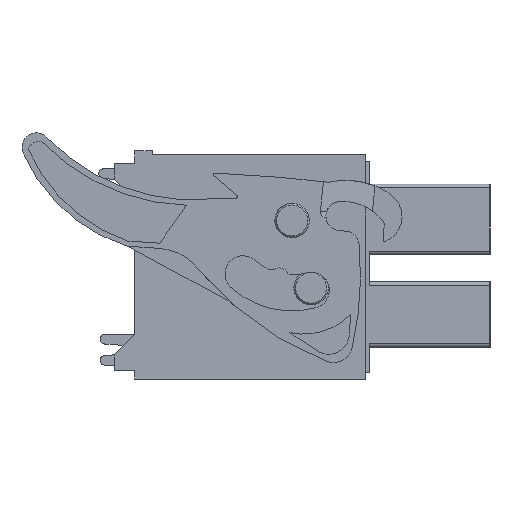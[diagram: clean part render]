
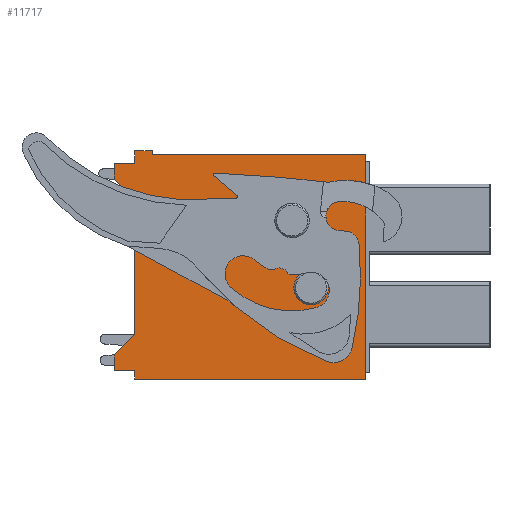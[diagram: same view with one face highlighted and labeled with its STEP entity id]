
A CAD part, left-side view. The second image highlights one B-rep face of the part: STEP entity #11717.
In plain terms, the highlighted planar face has unit normal (-1, 0, 0).
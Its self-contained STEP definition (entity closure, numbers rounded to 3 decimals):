
#308=CIRCLE('',#12341,1.);
#309=CIRCLE('',#12342,1.);
#1162=ORIENTED_EDGE('',*,*,#4063,.T.);
#1163=ORIENTED_EDGE('',*,*,#4064,.T.);
#1164=ORIENTED_EDGE('',*,*,#3753,.F.);
#1165=ORIENTED_EDGE('',*,*,#4065,.T.);
#1166=ORIENTED_EDGE('',*,*,#4066,.F.);
#1167=ORIENTED_EDGE('',*,*,#4067,.T.);
#1168=ORIENTED_EDGE('',*,*,#3768,.F.);
#1169=ORIENTED_EDGE('',*,*,#3817,.T.);
#1170=ORIENTED_EDGE('',*,*,#4054,.T.);
#1171=ORIENTED_EDGE('',*,*,#3698,.F.);
#1172=ORIENTED_EDGE('',*,*,#4068,.T.);
#1173=ORIENTED_EDGE('',*,*,#4069,.T.);
#1174=ORIENTED_EDGE('',*,*,#3780,.F.);
#1175=ORIENTED_EDGE('',*,*,#4070,.F.);
#1176=ORIENTED_EDGE('',*,*,#4071,.T.);
#1177=ORIENTED_EDGE('',*,*,#4072,.T.);
#3698=EDGE_CURVE('',#5250,#5252,#6287,.T.);
#3753=EDGE_CURVE('',#5304,#5305,#6324,.T.);
#3768=EDGE_CURVE('',#5319,#5320,#6339,.T.);
#3780=EDGE_CURVE('',#5331,#5332,#6351,.T.);
#3817=EDGE_CURVE('',#5319,#5364,#6388,.T.);
#4054=EDGE_CURVE('',#5364,#5252,#6600,.T.);
#4063=EDGE_CURVE('',#5515,#5515,#308,.T.);
#4064=EDGE_CURVE('',#5516,#5516,#309,.T.);
#4065=EDGE_CURVE('',#5304,#5517,#6609,.T.);
#4066=EDGE_CURVE('',#5518,#5517,#6610,.T.);
#4067=EDGE_CURVE('',#5518,#5320,#6611,.T.);
#4068=EDGE_CURVE('',#5250,#5519,#6612,.T.);
#4069=EDGE_CURVE('',#5519,#5332,#6613,.T.);
#4070=EDGE_CURVE('',#5520,#5331,#6614,.T.);
#4071=EDGE_CURVE('',#5520,#5521,#6615,.T.);
#4072=EDGE_CURVE('',#5521,#5305,#6616,.T.);
#5250=VERTEX_POINT('',#16100);
#5252=VERTEX_POINT('',#16103);
#5304=VERTEX_POINT('',#16224);
#5305=VERTEX_POINT('',#16226);
#5319=VERTEX_POINT('',#16255);
#5320=VERTEX_POINT('',#16257);
#5331=VERTEX_POINT('',#16280);
#5332=VERTEX_POINT('',#16282);
#5364=VERTEX_POINT('',#16356);
#5515=VERTEX_POINT('',#17020);
#5516=VERTEX_POINT('',#17022);
#5517=VERTEX_POINT('',#17024);
#5518=VERTEX_POINT('',#17026);
#5519=VERTEX_POINT('',#17029);
#5520=VERTEX_POINT('',#17032);
#5521=VERTEX_POINT('',#17034);
#6287=LINE('',#16102,#7514);
#6324=LINE('',#16225,#7551);
#6339=LINE('',#16256,#7566);
#6351=LINE('',#16281,#7578);
#6388=LINE('',#16357,#7615);
#6600=LINE('',#17003,#7827);
#6609=LINE('',#17023,#7836);
#6610=LINE('',#17025,#7837);
#6611=LINE('',#17027,#7838);
#6612=LINE('',#17028,#7839);
#6613=LINE('',#17030,#7840);
#6614=LINE('',#17031,#7841);
#6615=LINE('',#17033,#7842);
#6616=LINE('',#17035,#7843);
#7514=VECTOR('',#13107,1000.);
#7551=VECTOR('',#13210,1000.);
#7566=VECTOR('',#13227,1000.);
#7578=VECTOR('',#13241,1000.);
#7615=VECTOR('',#13290,1000.);
#7827=VECTOR('',#13666,1000.);
#7836=VECTOR('',#13683,1000.);
#7837=VECTOR('',#13684,1000.);
#7838=VECTOR('',#13685,1000.);
#7839=VECTOR('',#13686,1000.);
#7840=VECTOR('',#13687,1000.);
#7841=VECTOR('',#13688,1000.);
#7842=VECTOR('',#13689,1000.);
#7843=VECTOR('',#13690,1000.);
#8858=EDGE_LOOP('',(#1162));
#8859=EDGE_LOOP('',(#1163));
#8860=EDGE_LOOP('',(#1164,#1165,#1166,#1167,#1168,#1169,#1170,#1171,#1172,
#1173,#1174,#1175,#1176,#1177));
#9497=FACE_BOUND('',#8858,.T.);
#9498=FACE_BOUND('',#8859,.T.);
#9499=FACE_BOUND('',#8860,.T.);
#10078=PLANE('',#12340);
#11717=ADVANCED_FACE('',(#9497,#9498,#9499),#10078,.F.);
#12340=AXIS2_PLACEMENT_3D('',#17018,#13677,#13678);
#12341=AXIS2_PLACEMENT_3D('',#17019,#13679,#13680);
#12342=AXIS2_PLACEMENT_3D('',#17021,#13681,#13682);
#13107=DIRECTION('',(0.,-1.,0.));
#13210=DIRECTION('',(0.,0.,1.));
#13227=DIRECTION('',(0.,0.,1.));
#13241=DIRECTION('',(0.,0.,1.));
#13290=DIRECTION('',(0.,-1.,0.));
#13666=DIRECTION('',(0.,0.,1.));
#13677=DIRECTION('',(1.,0.,0.));
#13678=DIRECTION('',(0.,0.,-1.));
#13679=DIRECTION('',(1.,0.,0.));
#13680=DIRECTION('',(0.,0.,-1.));
#13681=DIRECTION('',(1.,0.,0.));
#13682=DIRECTION('',(0.,0.,-1.));
#13683=DIRECTION('',(0.,0.707,-0.707));
#13684=DIRECTION('',(0.,0.,1.));
#13685=DIRECTION('',(0.,-1.,0.));
#13686=DIRECTION('',(0.,0.,1.));
#13687=DIRECTION('',(0.,1.,0.));
#13688=DIRECTION('',(0.,-1.,0.));
#13689=DIRECTION('',(0.,0.,-1.));
#13690=DIRECTION('',(0.,-0.707,-0.707));
#16100=CARTESIAN_POINT('',(-3.9,12.4,6.5));
#16102=CARTESIAN_POINT('',(-3.9,13.4,6.5));
#16103=CARTESIAN_POINT('',(-3.9,0.,6.5));
#16224=CARTESIAN_POINT('',(-3.9,13.4,-3.9));
#16225=CARTESIAN_POINT('',(-3.9,13.4,-6.5));
#16226=CARTESIAN_POINT('',(-3.9,13.4,3.9));
#16255=CARTESIAN_POINT('',(-3.9,13.4,-6.5));
#16256=CARTESIAN_POINT('',(-3.9,13.4,-6.5));
#16257=CARTESIAN_POINT('',(-3.9,13.4,-6.));
#16280=CARTESIAN_POINT('',(-3.9,13.4,6.));
#16281=CARTESIAN_POINT('',(-3.9,13.4,-6.5));
#16282=CARTESIAN_POINT('',(-3.9,13.4,6.75));
#16356=CARTESIAN_POINT('',(-3.9,0.,-6.5));
#16357=CARTESIAN_POINT('',(-3.9,13.4,-6.5));
#17003=CARTESIAN_POINT('',(-3.9,0.,-6.5));
#17018=CARTESIAN_POINT('',(-3.9,13.4,-6.5));
#17019=CARTESIAN_POINT('',(-3.9,4.28,2.7));
#17020=CARTESIAN_POINT('',(-3.9,4.28,1.7));
#17021=CARTESIAN_POINT('',(-3.9,3.18,-1.2));
#17022=CARTESIAN_POINT('',(-3.9,3.18,-2.2));
#17023=CARTESIAN_POINT('',(-3.9,14.6,-5.1));
#17024=CARTESIAN_POINT('',(-3.9,14.6,-5.1));
#17025=CARTESIAN_POINT('',(-3.9,14.6,-6.));
#17026=CARTESIAN_POINT('',(-3.9,14.6,-6.));
#17027=CARTESIAN_POINT('',(-3.9,14.6,-6.));
#17028=CARTESIAN_POINT('',(-3.9,12.4,6.5));
#17029=CARTESIAN_POINT('',(-3.9,12.4,6.75));
#17030=CARTESIAN_POINT('',(-3.9,12.4,6.75));
#17031=CARTESIAN_POINT('',(-3.9,14.6,6.));
#17032=CARTESIAN_POINT('',(-3.9,14.6,6.));
#17033=CARTESIAN_POINT('',(-3.9,14.6,6.));
#17034=CARTESIAN_POINT('',(-3.9,14.6,5.1));
#17035=CARTESIAN_POINT('',(-3.9,13.4,3.9));
